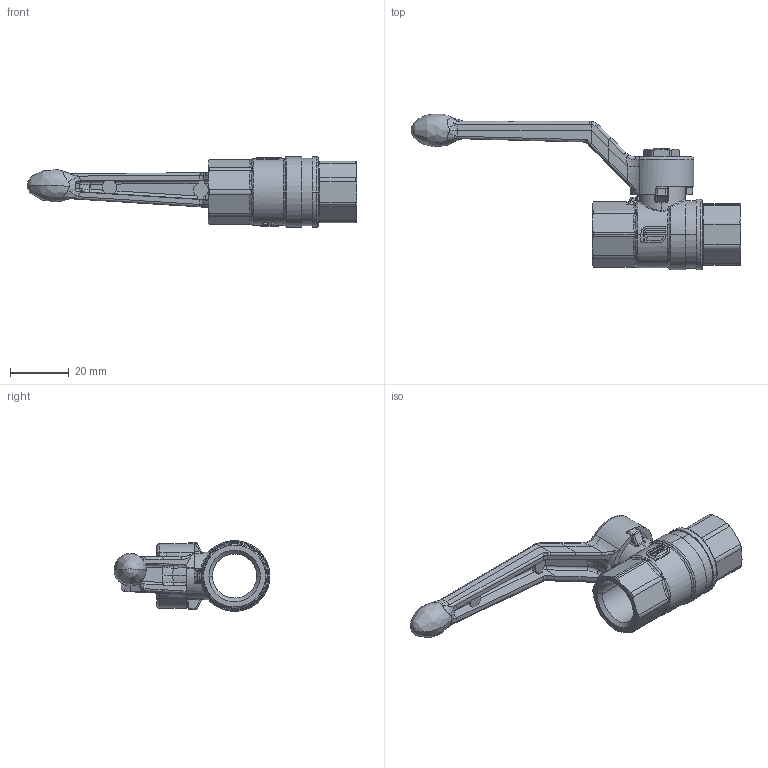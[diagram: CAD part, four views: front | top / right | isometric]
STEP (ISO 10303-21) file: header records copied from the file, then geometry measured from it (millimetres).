
FILE_DESCRIPTION(('CoCreate Modeling STEP Export'),'2;1');
FILE_NAME('880-3_8-STEP-KUNDE.stp','2014-10-30T14:59:35',(''),(''),'CoCreate Modeling STEP processor for AP214 (Solid Model)','CoCreate Modeling 16.50A 01-Dec-2009 (C) Parametric Technology GmbH','');
FILE_SCHEMA(('AUTOMOTIVE_DESIGN { 1 0 10303 214 1 1 1 1 }'));
Length unit declared in the file: millimetre
Products named in the file (23): T1; T2; T3; T4; T5; T6; T7; T8; T9; T10; T11; T12; T13; T14; T15; T16; T17; T18; T19; T20; T21; 0501N203-surface; 880-3_8
Assembly tree (22 placements, depth 3):
  880-3_8
    0501N203-surface
      T21
      T20
      T19
      T18
      T17
      T16
      T15
      T14
      T13
      T12
      T11
      T10
      T9
      T8
      T7
      T6
      T5
      T4
      T3
      T2
      T1
Bounding box: 111.94 x 52.92 x 24 mm (x, y, z)
Surface area: 10878.1 mm2 (no closed solid volume)
Topology: 0 solids, 21 shells, 578 faces, 1870 edges, 1292 vertices
Faces by surface type: bspline 197, cylinder 153, plane 152, cone 48, torus 22, sphere 6
Entity records: 33267 total; most frequent: CARTESIAN_POINT 15052, ORIENTED_EDGE 3213, DIRECTION 2705, EDGE_CURVE 1857, VERTEX_POINT 1292, AXIS2_PLACEMENT_3D 969, VECTOR 767, LINE 767
